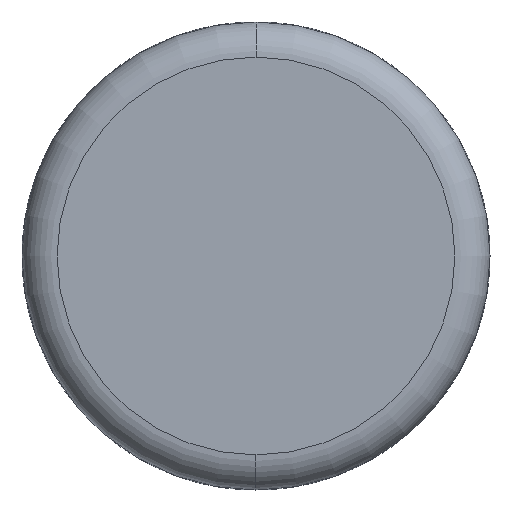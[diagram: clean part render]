
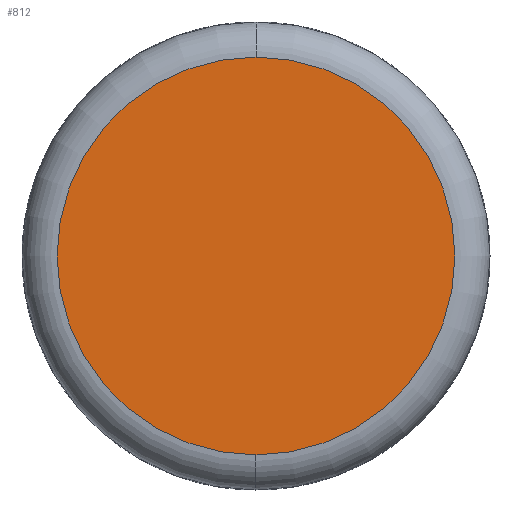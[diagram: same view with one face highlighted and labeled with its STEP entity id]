
A CAD part, front view. The second image highlights one B-rep face of the part: STEP entity #812.
In plain terms, the highlighted planar face has unit normal (0, -1, 0).
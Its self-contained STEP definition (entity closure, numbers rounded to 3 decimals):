
#812=ADVANCED_FACE('',(#1626),#1627,.T.);
#1626=FACE_OUTER_BOUND('',#2455,.T.);
#1627=PLANE('',#2456);
#2455=EDGE_LOOP('',(#5002,#5003,#5004));
#2456=AXIS2_PLACEMENT_3D('',#5005,#5006,#5007);
#5002=ORIENTED_EDGE('',*,*,#6124,.T.);
#5003=ORIENTED_EDGE('',*,*,#5302,.T.);
#5004=ORIENTED_EDGE('',*,*,#6125,.T.);
#5005=CARTESIAN_POINT('',(0.0,0.0,0.0));
#5006=DIRECTION('',(0.0,-1.0,0.0));
#5007=DIRECTION('',(-1.0,0.0,0.0));
#5302=EDGE_CURVE('',#6508,#6511,#6513,.T.);
#6124=EDGE_CURVE('',#7663,#6508,#7664,.T.);
#6125=EDGE_CURVE('',#6511,#7663,#7665,.T.);
#6508=VERTEX_POINT('',#8150);
#6511=VERTEX_POINT('',#8153);
#6513=CIRCLE('',#8155,5.398);
#7663=VERTEX_POINT('',#9789);
#7664=CIRCLE('',#9790,5.398);
#7665=CIRCLE('',#9791,5.398);
#8150=CARTESIAN_POINT('',(0.,0.0,5.398));
#8153=CARTESIAN_POINT('',(0.,0.0,-5.398));
#8155=AXIS2_PLACEMENT_3D('',#10211,#10212,#10213);
#9789=CARTESIAN_POINT('',(5.398,0.0,0.0));
#9790=AXIS2_PLACEMENT_3D('',#10965,#10966,#10967);
#9791=AXIS2_PLACEMENT_3D('',#10968,#10969,#10970);
#10211=CARTESIAN_POINT('',(0.0,0.0,0.));
#10212=DIRECTION('',(0.0,-1.0,0.0));
#10213=DIRECTION('',(1.0,0.0,0.0));
#10965=CARTESIAN_POINT('',(0.0,0.0,0.));
#10966=DIRECTION('',(0.0,-1.0,0.0));
#10967=DIRECTION('',(1.0,0.0,0.0));
#10968=CARTESIAN_POINT('',(0.0,0.0,0.));
#10969=DIRECTION('',(0.0,-1.0,0.0));
#10970=DIRECTION('',(1.0,0.0,0.0));
